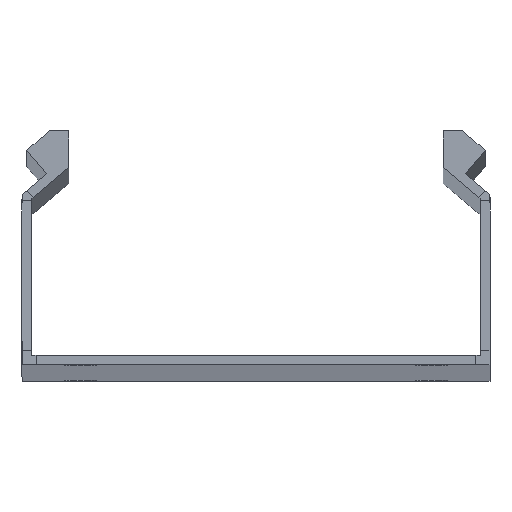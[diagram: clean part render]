
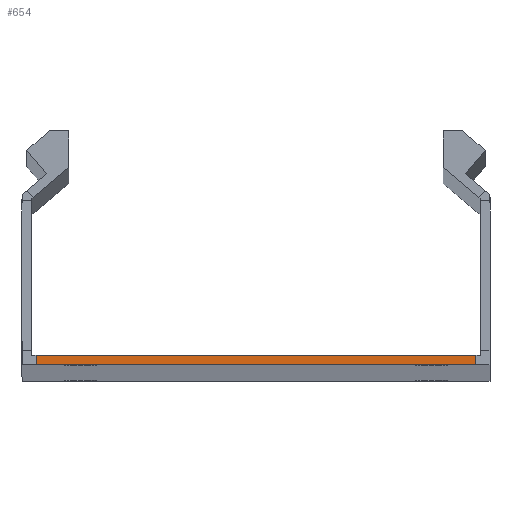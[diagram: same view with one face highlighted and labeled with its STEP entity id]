
A CAD part, top view. The second image highlights one B-rep face of the part: STEP entity #654.
In plain terms, the highlighted planar face has unit normal (0, 0, 1).
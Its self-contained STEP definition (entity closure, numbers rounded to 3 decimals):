
#18 = DIRECTION ( 'NONE',  ( 0., 0., 1. ) ) ;
#313 = DIRECTION ( 'NONE',  ( 0., 1., 0. ) ) ;
#518 = EDGE_CURVE ( 'NONE', #689, #4223, #1347, .T. ) ;
#624 = EDGE_CURVE ( 'NONE', #689, #3568, #1903, .T. ) ;
#654 = ADVANCED_FACE ( 'NONE', ( #1290 ), #1800, .T. ) ;
#689 = VERTEX_POINT ( 'NONE', #1126 ) ;
#758 = EDGE_LOOP ( 'NONE', ( #3724, #1040, #804, #4532 ) ) ;
#804 = ORIENTED_EDGE ( 'NONE', *, *, #1921, .T. ) ;
#837 = VECTOR ( 'NONE', #3968, 1000. ) ;
#1034 = CARTESIAN_POINT ( 'NONE',  ( 47., 0., 1000. ) ) ;
#1040 = ORIENTED_EDGE ( 'NONE', *, *, #624, .T. ) ;
#1126 = CARTESIAN_POINT ( 'NONE',  ( 47., 0., 1000. ) ) ;
#1290 = FACE_OUTER_BOUND ( 'NONE', #758, .T. ) ;
#1347 = LINE ( 'NONE', #1356, #2886 ) ;
#1356 = CARTESIAN_POINT ( 'NONE',  ( -50., 0., 1000. ) ) ;
#1427 = VECTOR ( 'NONE', #3167, 1000. ) ;
#1551 = AXIS2_PLACEMENT_3D ( 'NONE', #4239, #18, #4269 ) ;
#1667 = CARTESIAN_POINT ( 'NONE',  ( -47., 0., 1000. ) ) ;
#1768 = DIRECTION ( 'NONE',  ( -1., 0., 0. ) ) ;
#1800 = PLANE ( 'NONE',  #1551 ) ;
#1903 = LINE ( 'NONE', #1034, #4371 ) ;
#1921 = EDGE_CURVE ( 'NONE', #3568, #4323, #2223, .T. ) ;
#2223 = LINE ( 'NONE', #3246, #837 ) ;
#2476 = CARTESIAN_POINT ( 'NONE',  ( -47., 2., 1000. ) ) ;
#2886 = VECTOR ( 'NONE', #1768, 1000. ) ;
#3167 = DIRECTION ( 'NONE',  ( 0., -1., 0. ) ) ;
#3181 = LINE ( 'NONE', #3909, #1427 ) ;
#3246 = CARTESIAN_POINT ( 'NONE',  ( -50., 2., 1000. ) ) ;
#3568 = VERTEX_POINT ( 'NONE', #4421 ) ;
#3724 = ORIENTED_EDGE ( 'NONE', *, *, #518, .F. ) ;
#3864 = EDGE_CURVE ( 'NONE', #4323, #4223, #3181, .T. ) ;
#3909 = CARTESIAN_POINT ( 'NONE',  ( -47., 2., 1000. ) ) ;
#3968 = DIRECTION ( 'NONE',  ( -1., 0., 0. ) ) ;
#4223 = VERTEX_POINT ( 'NONE', #1667 ) ;
#4239 = CARTESIAN_POINT ( 'NONE',  ( 48., 3., 1000. ) ) ;
#4269 = DIRECTION ( 'NONE',  ( 1., 0., 0. ) ) ;
#4323 = VERTEX_POINT ( 'NONE', #2476 ) ;
#4371 = VECTOR ( 'NONE', #313, 1000. ) ;
#4421 = CARTESIAN_POINT ( 'NONE',  ( 47., 2., 1000. ) ) ;
#4532 = ORIENTED_EDGE ( 'NONE', *, *, #3864, .T. ) ;
